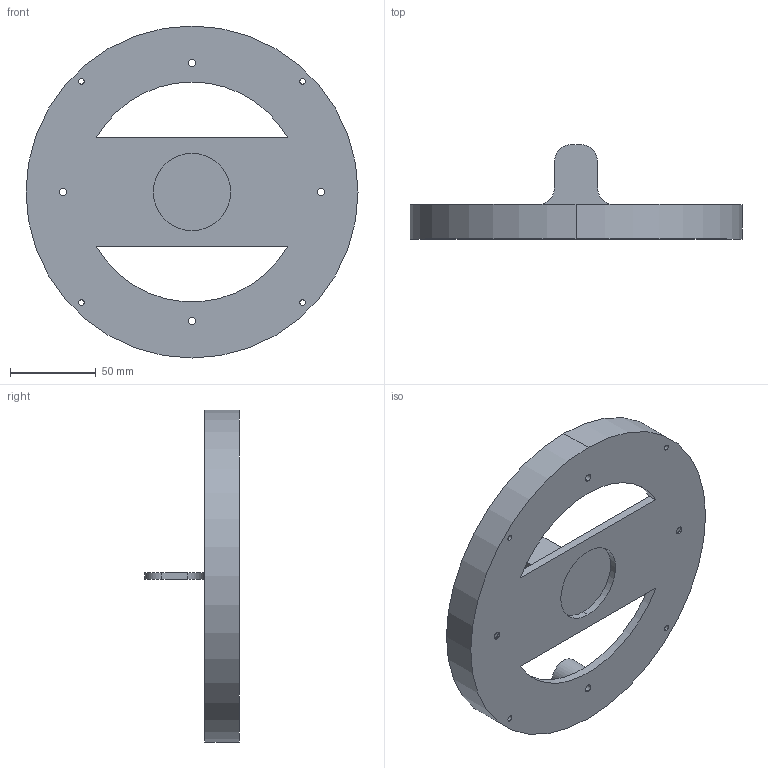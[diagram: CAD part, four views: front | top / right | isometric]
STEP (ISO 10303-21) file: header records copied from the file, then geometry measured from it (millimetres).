
FILE_DESCRIPTION (( 'STEP AP214' ), '1' );
FILE_NAME ('turn_table_top.STEP', '2025-04-14T13:53:47', ( '' ), ( '' ), 'SwSTEP 2.0', 'SolidWorks 2025', '' );
FILE_SCHEMA (( 'AUTOMOTIVE_DESIGN' ));
Length unit declared in the file: millimetre
Products named in the file (1): turn_table_top
Bounding box: 193.2 x 55 x 193.2 mm (x, y, z)
Volume: 181051.6 mm3; surface area: 85509.2 mm2
Topology: 1 solids, 1 shells, 102 faces, 290 edges, 192 vertices
Faces by surface type: plane 54, cylinder 48
Entity records: 3397 total; most frequent: CARTESIAN_POINT 597, DIRECTION 584, ORIENTED_EDGE 580, EDGE_CURVE 290, AXIS2_PLACEMENT_3D 195, LINE 194, VECTOR 194, VERTEX_POINT 192
